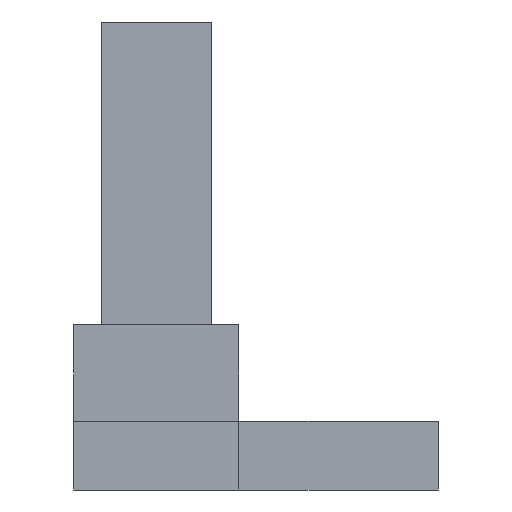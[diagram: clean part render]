
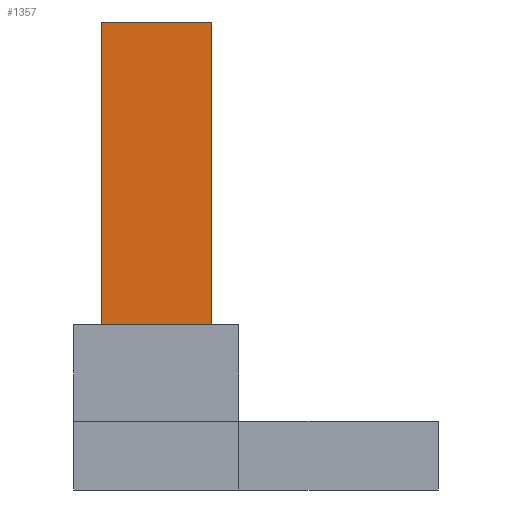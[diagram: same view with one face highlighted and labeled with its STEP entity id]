
A CAD part, left-side view. The second image highlights one B-rep face of the part: STEP entity #1357.
In plain terms, the highlighted planar face has unit normal (-1, 0, 0).
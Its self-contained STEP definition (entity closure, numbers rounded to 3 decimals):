
#126 = PLANE('',#127);
#127 = AXIS2_PLACEMENT_3D('',#128,#129,#130);
#128 = CARTESIAN_POINT('',(-18.,-47.,0.));
#129 = DIRECTION('',(-1.,0.,0.));
#130 = DIRECTION('',(0.,1.,0.));
#406 = VERTEX_POINT('',#407);
#407 = CARTESIAN_POINT('',(-18.,-45.,7.));
#433 = EDGE_CURVE('',#406,#434,#436,.T.);
#434 = VERTEX_POINT('',#435);
#435 = CARTESIAN_POINT('',(-18.,-37.,7.));
#436 = SURFACE_CURVE('',#437,(#441,#448),.PCURVE_S1.);
#437 = LINE('',#438,#439);
#438 = CARTESIAN_POINT('',(-18.,-45.,7.));
#439 = VECTOR('',#440,1.);
#440 = DIRECTION('',(0.,1.,0.));
#441 = PCURVE('',#126,#442);
#442 = DEFINITIONAL_REPRESENTATION('',(#443),#447);
#443 = LINE('',#444,#445);
#444 = CARTESIAN_POINT('',(2.,-7.));
#445 = VECTOR('',#446,1.);
#446 = DIRECTION('',(1.,0.));
#447 = ( GEOMETRIC_REPRESENTATION_CONTEXT(2) 
PARAMETRIC_REPRESENTATION_CONTEXT() REPRESENTATION_CONTEXT('2D SPACE',''
  ) );
#448 = PCURVE('',#449,#454);
#449 = PLANE('',#450);
#450 = AXIS2_PLACEMENT_3D('',#451,#452,#453);
#451 = CARTESIAN_POINT('',(-18.,-45.,7.));
#452 = DIRECTION('',(-1.,0.,0.));
#453 = DIRECTION('',(0.,1.,0.));
#454 = DEFINITIONAL_REPRESENTATION('',(#455),#459);
#455 = LINE('',#456,#457);
#456 = CARTESIAN_POINT('',(0.,0.));
#457 = VECTOR('',#458,1.);
#458 = DIRECTION('',(1.,0.));
#459 = ( GEOMETRIC_REPRESENTATION_CONTEXT(2) 
PARAMETRIC_REPRESENTATION_CONTEXT() REPRESENTATION_CONTEXT('2D SPACE',''
  ) );
#1292 = PLANE('',#1293);
#1293 = AXIS2_PLACEMENT_3D('',#1294,#1295,#1296);
#1294 = CARTESIAN_POINT('',(-15.,-45.,7.));
#1295 = DIRECTION('',(0.,-1.,0.));
#1296 = DIRECTION('',(-1.,0.,0.));
#1346 = PLANE('',#1347);
#1347 = AXIS2_PLACEMENT_3D('',#1348,#1349,#1350);
#1348 = CARTESIAN_POINT('',(-18.,-37.,7.));
#1349 = DIRECTION('',(0.,1.,0.));
#1350 = DIRECTION('',(1.,0.,0.));
#1357 = ADVANCED_FACE('',(#1358),#449,.T.);
#1358 = FACE_BOUND('',#1359,.T.);
#1359 = EDGE_LOOP('',(#1360,#1383,#1411,#1432));
#1360 = ORIENTED_EDGE('',*,*,#1361,.T.);
#1361 = EDGE_CURVE('',#406,#1362,#1364,.T.);
#1362 = VERTEX_POINT('',#1363);
#1363 = CARTESIAN_POINT('',(-18.,-45.,29.));
#1364 = SURFACE_CURVE('',#1365,(#1369,#1376),.PCURVE_S1.);
#1365 = LINE('',#1366,#1367);
#1366 = CARTESIAN_POINT('',(-18.,-45.,7.));
#1367 = VECTOR('',#1368,1.);
#1368 = DIRECTION('',(0.,0.,1.));
#1369 = PCURVE('',#449,#1370);
#1370 = DEFINITIONAL_REPRESENTATION('',(#1371),#1375);
#1371 = LINE('',#1372,#1373);
#1372 = CARTESIAN_POINT('',(0.,0.));
#1373 = VECTOR('',#1374,1.);
#1374 = DIRECTION('',(0.,-1.));
#1375 = ( GEOMETRIC_REPRESENTATION_CONTEXT(2) 
PARAMETRIC_REPRESENTATION_CONTEXT() REPRESENTATION_CONTEXT('2D SPACE',''
  ) );
#1376 = PCURVE('',#1292,#1377);
#1377 = DEFINITIONAL_REPRESENTATION('',(#1378),#1382);
#1378 = LINE('',#1379,#1380);
#1379 = CARTESIAN_POINT('',(3.,0.));
#1380 = VECTOR('',#1381,1.);
#1381 = DIRECTION('',(0.,-1.));
#1382 = ( GEOMETRIC_REPRESENTATION_CONTEXT(2) 
PARAMETRIC_REPRESENTATION_CONTEXT() REPRESENTATION_CONTEXT('2D SPACE',''
  ) );
#1383 = ORIENTED_EDGE('',*,*,#1384,.T.);
#1384 = EDGE_CURVE('',#1362,#1385,#1387,.T.);
#1385 = VERTEX_POINT('',#1386);
#1386 = CARTESIAN_POINT('',(-18.,-37.,29.));
#1387 = SURFACE_CURVE('',#1388,(#1392,#1399),.PCURVE_S1.);
#1388 = LINE('',#1389,#1390);
#1389 = CARTESIAN_POINT('',(-18.,-45.,29.));
#1390 = VECTOR('',#1391,1.);
#1391 = DIRECTION('',(0.,1.,0.));
#1392 = PCURVE('',#449,#1393);
#1393 = DEFINITIONAL_REPRESENTATION('',(#1394),#1398);
#1394 = LINE('',#1395,#1396);
#1395 = CARTESIAN_POINT('',(0.,-22.));
#1396 = VECTOR('',#1397,1.);
#1397 = DIRECTION('',(1.,0.));
#1398 = ( GEOMETRIC_REPRESENTATION_CONTEXT(2) 
PARAMETRIC_REPRESENTATION_CONTEXT() REPRESENTATION_CONTEXT('2D SPACE',''
  ) );
#1399 = PCURVE('',#1400,#1405);
#1400 = PLANE('',#1401);
#1401 = AXIS2_PLACEMENT_3D('',#1402,#1403,#1404);
#1402 = CARTESIAN_POINT('',(-16.5,-41.,29.));
#1403 = DIRECTION('',(0.,0.,-1.));
#1404 = DIRECTION('',(-1.,0.,0.));
#1405 = DEFINITIONAL_REPRESENTATION('',(#1406),#1410);
#1406 = LINE('',#1407,#1408);
#1407 = CARTESIAN_POINT('',(1.5,-4.));
#1408 = VECTOR('',#1409,1.);
#1409 = DIRECTION('',(0.,1.));
#1410 = ( GEOMETRIC_REPRESENTATION_CONTEXT(2) 
PARAMETRIC_REPRESENTATION_CONTEXT() REPRESENTATION_CONTEXT('2D SPACE',''
  ) );
#1411 = ORIENTED_EDGE('',*,*,#1412,.F.);
#1412 = EDGE_CURVE('',#434,#1385,#1413,.T.);
#1413 = SURFACE_CURVE('',#1414,(#1418,#1425),.PCURVE_S1.);
#1414 = LINE('',#1415,#1416);
#1415 = CARTESIAN_POINT('',(-18.,-37.,7.));
#1416 = VECTOR('',#1417,1.);
#1417 = DIRECTION('',(0.,0.,1.));
#1418 = PCURVE('',#449,#1419);
#1419 = DEFINITIONAL_REPRESENTATION('',(#1420),#1424);
#1420 = LINE('',#1421,#1422);
#1421 = CARTESIAN_POINT('',(8.,0.));
#1422 = VECTOR('',#1423,1.);
#1423 = DIRECTION('',(0.,-1.));
#1424 = ( GEOMETRIC_REPRESENTATION_CONTEXT(2) 
PARAMETRIC_REPRESENTATION_CONTEXT() REPRESENTATION_CONTEXT('2D SPACE',''
  ) );
#1425 = PCURVE('',#1346,#1426);
#1426 = DEFINITIONAL_REPRESENTATION('',(#1427),#1431);
#1427 = LINE('',#1428,#1429);
#1428 = CARTESIAN_POINT('',(0.,0.));
#1429 = VECTOR('',#1430,1.);
#1430 = DIRECTION('',(0.,-1.));
#1431 = ( GEOMETRIC_REPRESENTATION_CONTEXT(2) 
PARAMETRIC_REPRESENTATION_CONTEXT() REPRESENTATION_CONTEXT('2D SPACE',''
  ) );
#1432 = ORIENTED_EDGE('',*,*,#433,.F.);
